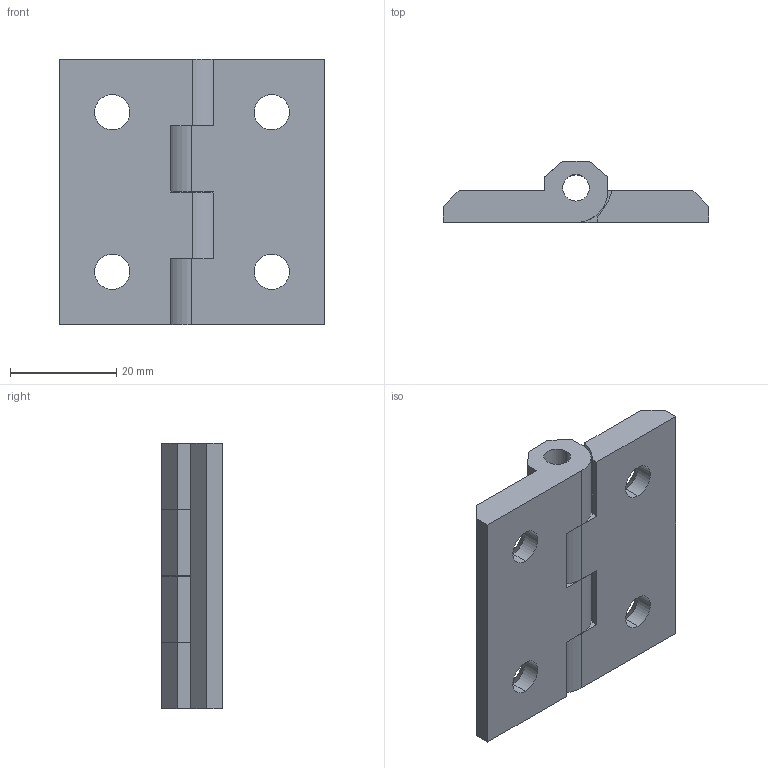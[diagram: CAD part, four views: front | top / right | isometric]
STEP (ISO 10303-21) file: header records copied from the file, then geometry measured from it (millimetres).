
FILE_DESCRIPTION (( 'STEP AP203' ), '1' );
FILE_NAME ('B60-00 KANYA.STEP', '2018-03-23T19:06:52', ( 'User2' ), ( '' ), 'SwSTEP 2.0', 'SolidWorks 2007', '' );
FILE_SCHEMA (( 'CONFIG_CONTROL_DESIGN' ));
Length unit declared in the file: millimetre
Products named in the file (2): B60-00 KANYA; KANYA B60-00
Assembly tree (2 placements, depth 2):
  B60-00 KANYA
    KANYA B60-00  x2
Bounding box: 50 x 11.5 x 50 mm (x, y, z)
Volume: 14925.2 mm3; surface area: 8494.6 mm2
Topology: 2 solids, 2 shells, 74 faces, 202 edges, 132 vertices
Faces by surface type: plane 42, cylinder 24, cone 8
Entity records: 1415 total; most frequent: DIRECTION 213, CARTESIAN_POINT 209, ORIENTED_EDGE 202, EDGE_CURVE 101, LINE 73, VECTOR 73, AXIS2_PLACEMENT_3D 70, VERTEX_POINT 66
